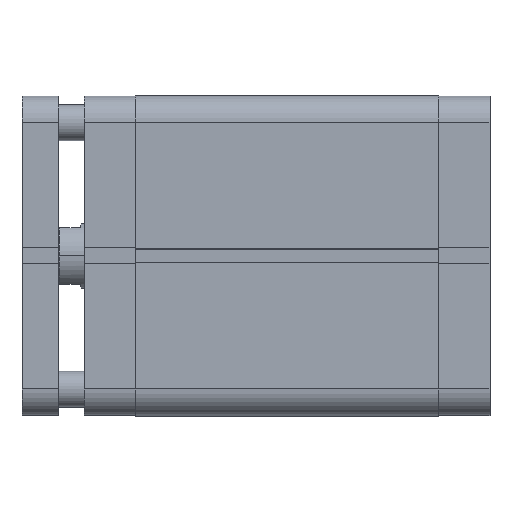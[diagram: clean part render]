
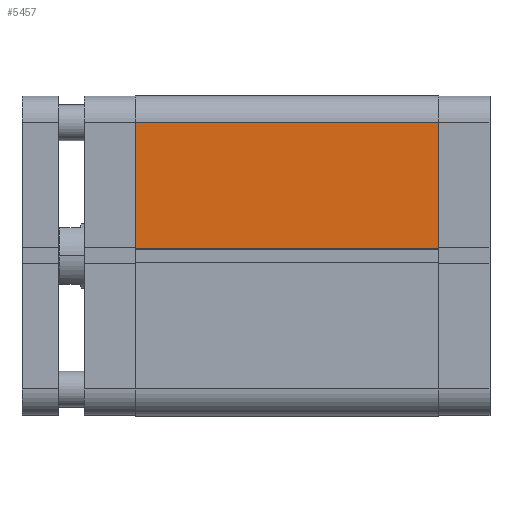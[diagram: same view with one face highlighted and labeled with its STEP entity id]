
A CAD part, top view. The second image highlights one B-rep face of the part: STEP entity #5457.
In plain terms, the highlighted face is planar.
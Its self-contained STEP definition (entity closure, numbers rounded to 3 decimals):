
#282 = EDGE_LOOP ( 'NONE', ( #6150, #6149, #6148, #6147 ) ) ;
#1198 = VECTOR ( 'NONE', #2504, 1000. ) ;
#1199 = LINE ( 'NONE', #2491, #1200 ) ;
#1200 = VECTOR ( 'NONE', #2492, 1000. ) ;
#1201 = LINE ( 'NONE', #2493, #1202 ) ;
#1202 = VECTOR ( 'NONE', #2494, 1000. ) ;
#1204 = LINE ( 'NONE', #2503, #1198 ) ;
#1216 = LINE ( 'NONE', #2502, #1218 ) ;
#1218 = VECTOR ( 'NONE', #2514, 1000. ) ;
#2491 = CARTESIAN_POINT ( 'NONE',  ( -51.5, 62., 0. ) ) ;
#2492 = DIRECTION ( 'NONE',  ( -1., 0., 0. ) ) ;
#2493 = CARTESIAN_POINT ( 'NONE',  ( -2.6, 62., -117.5 ) ) ;
#2494 = DIRECTION ( 'NONE',  ( 0., 0., 1. ) ) ;
#2502 = CARTESIAN_POINT ( 'NONE',  ( -51.5, 62., -117.5 ) ) ;
#2503 = CARTESIAN_POINT ( 'NONE',  ( -51.5, 62., -117.5 ) ) ;
#2504 = DIRECTION ( 'NONE',  ( 0., 0., 1. ) ) ;
#2514 = DIRECTION ( 'NONE',  ( -1., 0., 0. ) ) ;
#4135 = CARTESIAN_POINT ( 'NONE',  ( -51.5, 62., -117.5 ) ) ;
#4136 = PLANE ( 'NONE',  #7802 ) ;
#4138 = DIRECTION ( 'NONE',  ( 0., 1., 0. ) ) ;
#4139 = DIRECTION ( 'NONE',  ( 0., 0., 1. ) ) ;
#4664 = CARTESIAN_POINT ( 'NONE',  ( -51.5, 62., -117.5 ) ) ;
#4676 = CARTESIAN_POINT ( 'NONE',  ( -2.6, 62., -117.5 ) ) ;
#4677 = CARTESIAN_POINT ( 'NONE',  ( -51.5, 62., 0. ) ) ;
#4753 = CARTESIAN_POINT ( 'NONE',  ( -2.6, 62., 0. ) ) ;
#5457 = ADVANCED_FACE ( 'NONE', ( #6737 ), #4136, .T. ) ;
#6147 = ORIENTED_EDGE ( 'NONE', *, *, #7230, .T. ) ;
#6148 = ORIENTED_EDGE ( 'NONE', *, *, #7235, .T. ) ;
#6149 = ORIENTED_EDGE ( 'NONE', *, *, #7226, .F. ) ;
#6150 = ORIENTED_EDGE ( 'NONE', *, *, #7225, .F. ) ;
#6737 = FACE_OUTER_BOUND ( 'NONE', #282, .T. ) ;
#7225 = EDGE_CURVE ( 'NONE', #8228, #8152, #1199, .T. ) ;
#7226 = EDGE_CURVE ( 'NONE', #8151, #8228, #1201, .T. ) ;
#7230 = EDGE_CURVE ( 'NONE', #8139, #8152, #1204, .T. ) ;
#7235 = EDGE_CURVE ( 'NONE', #8151, #8139, #1216, .T. ) ;
#7802 = AXIS2_PLACEMENT_3D ( 'NONE', #4135, #4138, #4139 ) ;
#8139 = VERTEX_POINT ( 'NONE', #4664 ) ;
#8151 = VERTEX_POINT ( 'NONE', #4676 ) ;
#8152 = VERTEX_POINT ( 'NONE', #4677 ) ;
#8228 = VERTEX_POINT ( 'NONE', #4753 ) ;
